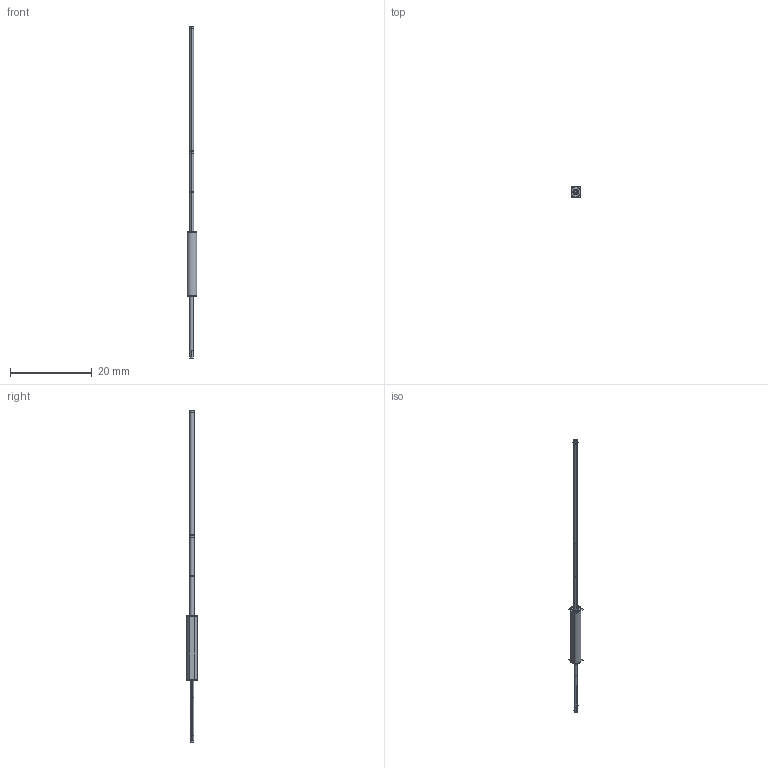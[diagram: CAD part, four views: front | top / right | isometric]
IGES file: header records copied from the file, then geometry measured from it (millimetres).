
Start section:  PTC IGES file: 192756.igs
Global section: file name: 192756.igs; native system: Creo Parametric by Parametric Technology Corporation; preprocessor: 2013230; author: pdmadmin; organization: Unknown; date: 20160209.175157; units: millimetre
Bounding box: 2.4 x 2.59 x 81.24 mm (x, y, z)
Volume: 104 mm3; surface area: 2316.2 mm2
Topology: 4 solids, 5 shells, 82 faces, 404 edges, 524 vertices
Faces by surface type: revolution 50, bspline 32
